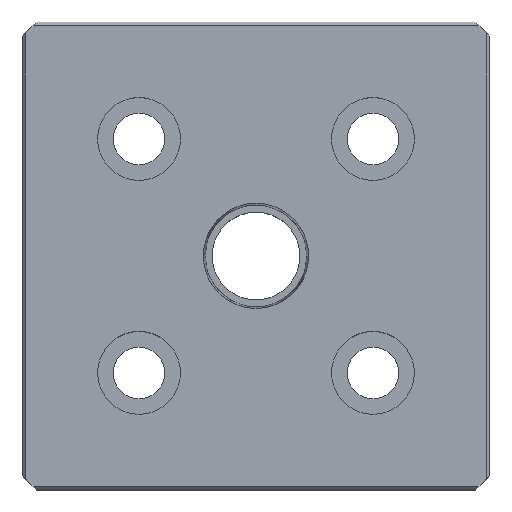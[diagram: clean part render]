
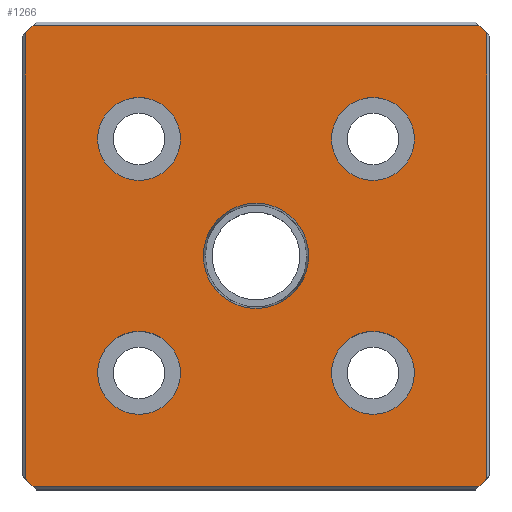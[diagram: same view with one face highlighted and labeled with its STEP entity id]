
A CAD part, top view. The second image highlights one B-rep face of the part: STEP entity #1266.
In plain terms, the highlighted planar face has unit normal (0, 0, 1).
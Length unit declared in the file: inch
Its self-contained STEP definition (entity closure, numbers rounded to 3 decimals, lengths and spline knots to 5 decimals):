
#118=CARTESIAN_POINT('',(0.48435,0.75,0.75));
#119=VERTEX_POINT('',#118);
#128=CARTESIAN_POINT('',(1.01565,0.75,0.75));
#129=VERTEX_POINT('',#128);
#130=CARTESIAN_POINT('',(0.75,0.75,0.75));
#131=DIRECTION('',(0.0,0.0,-1.0));
#132=DIRECTION('',(-1.0,0.0,0.0));
#133=AXIS2_PLACEMENT_3D('',#130,#131,#132);
#134=CIRCLE('',#133,0.26565);
#135=EDGE_CURVE('',#129,#119,#134,.T.);
#202=CARTESIAN_POINT('',(0.48435,-0.75,0.75));
#203=VERTEX_POINT('',#202);
#212=CARTESIAN_POINT('',(1.01565,-0.75,0.75));
#213=VERTEX_POINT('',#212);
#214=CARTESIAN_POINT('',(0.75,-0.75,0.75));
#215=DIRECTION('',(0.0,0.0,-1.0));
#216=DIRECTION('',(-1.0,0.0,0.0));
#217=AXIS2_PLACEMENT_3D('',#214,#215,#216);
#218=CIRCLE('',#217,0.26565);
#219=EDGE_CURVE('',#213,#203,#218,.T.);
#286=CARTESIAN_POINT('',(1.98435,0.75,0.75));
#287=VERTEX_POINT('',#286);
#296=CARTESIAN_POINT('',(2.51565,0.75,0.75));
#297=VERTEX_POINT('',#296);
#298=CARTESIAN_POINT('',(2.25,0.75,0.75));
#299=DIRECTION('',(0.0,0.0,-1.0));
#300=DIRECTION('',(-1.0,0.0,0.0));
#301=AXIS2_PLACEMENT_3D('',#298,#299,#300);
#302=CIRCLE('',#301,0.26565);
#303=EDGE_CURVE('',#297,#287,#302,.T.);
#370=CARTESIAN_POINT('',(1.98435,-0.75,0.75));
#371=VERTEX_POINT('',#370);
#380=CARTESIAN_POINT('',(2.51565,-0.75,0.75));
#381=VERTEX_POINT('',#380);
#382=CARTESIAN_POINT('',(2.25,-0.75,0.75));
#383=DIRECTION('',(0.0,0.0,-1.0));
#384=DIRECTION('',(-1.0,0.0,0.0));
#385=AXIS2_PLACEMENT_3D('',#382,#383,#384);
#386=CIRCLE('',#385,0.26565);
#387=EDGE_CURVE('',#381,#371,#386,.T.);
#412=CARTESIAN_POINT('',(1.8375,0.,0.75));
#413=VERTEX_POINT('',#412);
#422=CARTESIAN_POINT('',(1.1625,0.,0.75));
#423=VERTEX_POINT('',#422);
#424=CARTESIAN_POINT('',(1.5,0.,0.75));
#425=DIRECTION('',(0.0,0.0,-1.0));
#426=DIRECTION('',(1.0,0.0,0.0));
#427=AXIS2_PLACEMENT_3D('',#424,#425,#426);
#428=CIRCLE('',#427,0.3375);
#429=EDGE_CURVE('',#423,#413,#428,.T.);
#611=CARTESIAN_POINT('',(1.5,0.,0.75));
#612=DIRECTION('',(0.0,0.0,-1.0));
#613=DIRECTION('',(1.0,0.0,0.0));
#614=AXIS2_PLACEMENT_3D('',#611,#612,#613);
#615=CIRCLE('',#614,0.3375);
#616=EDGE_CURVE('',#413,#423,#615,.T.);
#640=CARTESIAN_POINT('',(2.93,-1.48,0.75));
#641=VERTEX_POINT('',#640);
#690=CARTESIAN_POINT('',(2.98,-1.43,0.75));
#691=VERTEX_POINT('',#690);
#698=CARTESIAN_POINT('',(2.98,-1.43,0.75));
#699=DIRECTION('',(-0.707,-0.707,0.0));
#700=VECTOR('',#699,0.07071);
#701=LINE('',#698,#700);
#702=EDGE_CURVE('',#691,#641,#701,.T.);
#868=CARTESIAN_POINT('',(0.07,-1.48,0.75));
#869=VERTEX_POINT('',#868);
#870=CARTESIAN_POINT('',(2.93,-1.48,0.75));
#871=DIRECTION('',(-1.0,0.0,0.0));
#872=VECTOR('',#871,2.86);
#873=LINE('',#870,#872);
#874=EDGE_CURVE('',#641,#869,#873,.T.);
#891=CARTESIAN_POINT('',(2.98,1.43,0.75));
#892=VERTEX_POINT('',#891);
#932=CARTESIAN_POINT('',(2.93,1.48,0.75));
#933=VERTEX_POINT('',#932);
#940=CARTESIAN_POINT('',(2.93,1.48,0.75));
#941=DIRECTION('',(0.707,-0.707,0.0));
#942=VECTOR('',#941,0.07071);
#943=LINE('',#940,#942);
#944=EDGE_CURVE('',#933,#892,#943,.T.);
#963=CARTESIAN_POINT('',(0.07,1.48,0.75));
#964=VERTEX_POINT('',#963);
#971=CARTESIAN_POINT('',(0.07,1.48,0.75));
#972=DIRECTION('',(1.0,0.0,0.0));
#973=VECTOR('',#972,2.86);
#974=LINE('',#971,#973);
#975=EDGE_CURVE('',#964,#933,#974,.T.);
#1046=CARTESIAN_POINT('',(0.02,1.43,0.75));
#1047=VERTEX_POINT('',#1046);
#1054=CARTESIAN_POINT('',(0.02,1.43,0.75));
#1055=DIRECTION('',(0.707,0.707,0.0));
#1056=VECTOR('',#1055,0.07071);
#1057=LINE('',#1054,#1056);
#1058=EDGE_CURVE('',#1047,#964,#1057,.T.);
#1077=CARTESIAN_POINT('',(0.02,-1.43,0.75));
#1078=VERTEX_POINT('',#1077);
#1085=CARTESIAN_POINT('',(0.02,-1.43,0.75));
#1086=DIRECTION('',(0.0,1.0,0.0));
#1087=VECTOR('',#1086,2.86);
#1088=LINE('',#1085,#1087);
#1089=EDGE_CURVE('',#1078,#1047,#1088,.T.);
#1147=CARTESIAN_POINT('',(0.07,-1.48,0.75));
#1148=DIRECTION('',(-0.707,0.707,0.0));
#1149=VECTOR('',#1148,0.07071);
#1150=LINE('',#1147,#1149);
#1151=EDGE_CURVE('',#869,#1078,#1150,.T.);
#1198=CARTESIAN_POINT('',(2.98,1.43,0.75));
#1199=DIRECTION('',(0.0,-1.0,0.0));
#1200=VECTOR('',#1199,2.86);
#1201=LINE('',#1198,#1200);
#1202=EDGE_CURVE('',#892,#691,#1201,.T.);
#1207=CARTESIAN_POINT('',(3.0,1.5,0.75));
#1208=DIRECTION('',(0.0,0.0,-1.0));
#1209=DIRECTION('',(-1.0,0.0,0.0));
#1210=AXIS2_PLACEMENT_3D('',#1207,#1208,#1209);
#1211=PLANE('',#1210);
#1212=ORIENTED_EDGE('',*,*,#702,.F.);
#1213=ORIENTED_EDGE('',*,*,#1202,.F.);
#1214=ORIENTED_EDGE('',*,*,#944,.F.);
#1215=ORIENTED_EDGE('',*,*,#975,.F.);
#1216=ORIENTED_EDGE('',*,*,#1058,.F.);
#1217=ORIENTED_EDGE('',*,*,#1089,.F.);
#1218=ORIENTED_EDGE('',*,*,#1151,.F.);
#1219=ORIENTED_EDGE('',*,*,#874,.F.);
#1220=EDGE_LOOP('',(#1212,#1213,#1214,#1215,#1216,#1217,#1218,#1219));
#1221=FACE_OUTER_BOUND('',#1220,.T.);
#1222=ORIENTED_EDGE('',*,*,#616,.T.);
#1223=ORIENTED_EDGE('',*,*,#429,.T.);
#1224=EDGE_LOOP('',(#1222,#1223));
#1225=FACE_BOUND('',#1224,.T.);
#1226=CARTESIAN_POINT('',(0.75,0.75,0.75));
#1227=DIRECTION('',(0.0,0.0,-1.0));
#1228=DIRECTION('',(-1.0,0.0,0.0));
#1229=AXIS2_PLACEMENT_3D('',#1226,#1227,#1228);
#1230=CIRCLE('',#1229,0.26565);
#1231=EDGE_CURVE('',#119,#129,#1230,.T.);
#1232=ORIENTED_EDGE('',*,*,#1231,.T.);
#1233=ORIENTED_EDGE('',*,*,#135,.T.);
#1234=EDGE_LOOP('',(#1232,#1233));
#1235=FACE_BOUND('',#1234,.T.);
#1236=CARTESIAN_POINT('',(0.75,-0.75,0.75));
#1237=DIRECTION('',(0.0,0.0,-1.0));
#1238=DIRECTION('',(-1.0,0.0,0.0));
#1239=AXIS2_PLACEMENT_3D('',#1236,#1237,#1238);
#1240=CIRCLE('',#1239,0.26565);
#1241=EDGE_CURVE('',#203,#213,#1240,.T.);
#1242=ORIENTED_EDGE('',*,*,#1241,.T.);
#1243=ORIENTED_EDGE('',*,*,#219,.T.);
#1244=EDGE_LOOP('',(#1242,#1243));
#1245=FACE_BOUND('',#1244,.T.);
#1246=CARTESIAN_POINT('',(2.25,0.75,0.75));
#1247=DIRECTION('',(0.0,0.0,-1.0));
#1248=DIRECTION('',(-1.0,0.0,0.0));
#1249=AXIS2_PLACEMENT_3D('',#1246,#1247,#1248);
#1250=CIRCLE('',#1249,0.26565);
#1251=EDGE_CURVE('',#287,#297,#1250,.T.);
#1252=ORIENTED_EDGE('',*,*,#1251,.T.);
#1253=ORIENTED_EDGE('',*,*,#303,.T.);
#1254=EDGE_LOOP('',(#1252,#1253));
#1255=FACE_BOUND('',#1254,.T.);
#1256=CARTESIAN_POINT('',(2.25,-0.75,0.75));
#1257=DIRECTION('',(0.0,0.0,-1.0));
#1258=DIRECTION('',(-1.0,0.0,0.0));
#1259=AXIS2_PLACEMENT_3D('',#1256,#1257,#1258);
#1260=CIRCLE('',#1259,0.26565);
#1261=EDGE_CURVE('',#371,#381,#1260,.T.);
#1262=ORIENTED_EDGE('',*,*,#1261,.T.);
#1263=ORIENTED_EDGE('',*,*,#387,.T.);
#1264=EDGE_LOOP('',(#1262,#1263));
#1265=FACE_BOUND('',#1264,.T.);
#1266=ADVANCED_FACE('',(#1221,#1225,#1235,#1245,#1255,#1265),#1211,.F.);
